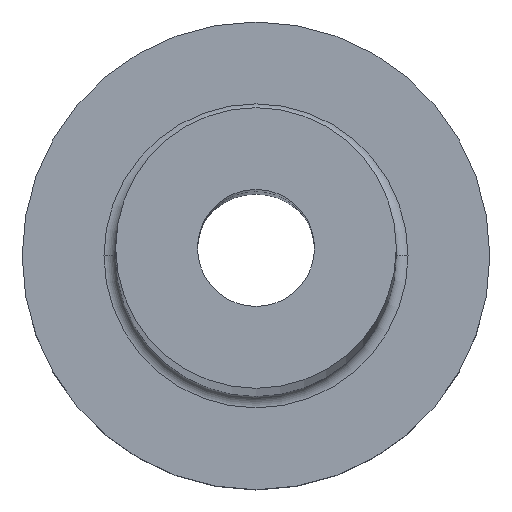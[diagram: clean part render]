
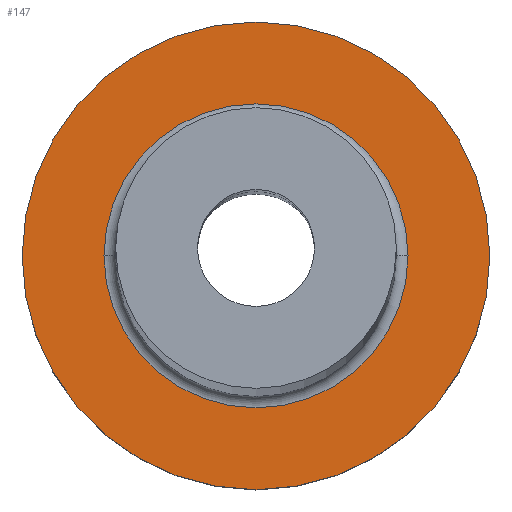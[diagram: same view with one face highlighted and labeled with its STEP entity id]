
A CAD part, top view. The second image highlights one B-rep face of the part: STEP entity #147.
In plain terms, the highlighted planar face has unit normal (0, 0, 1).
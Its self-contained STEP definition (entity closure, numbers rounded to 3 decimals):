
#18 = CIRCLE ( 'NONE', #374, 10. ) ;
#19 = CIRCLE ( 'NONE', #198, 6.5 ) ;
#30 = VERTEX_POINT ( 'NONE', #166 ) ;
#39 = DIRECTION ( 'NONE',  ( 0., 0., 1. ) ) ;
#71 = CARTESIAN_POINT ( 'NONE',  ( 0., 0., 7. ) ) ;
#79 = FACE_BOUND ( 'NONE', #325, .T. ) ;
#91 = EDGE_CURVE ( 'NONE', #228, #30, #381, .T. ) ;
#101 = CARTESIAN_POINT ( 'NONE',  ( 0., 0., 7. ) ) ;
#104 = DIRECTION ( 'NONE',  ( 1., 0., 0. ) ) ;
#106 = CIRCLE ( 'NONE', #379, 6.5 ) ;
#107 = DIRECTION ( 'NONE',  ( 0., 0., 1. ) ) ;
#111 = EDGE_CURVE ( 'NONE', #341, #449, #19, .T. ) ;
#124 = EDGE_CURVE ( 'NONE', #30, #228, #18, .T. ) ;
#140 = CARTESIAN_POINT ( 'NONE',  ( 0., 0., 7. ) ) ;
#147 = ADVANCED_FACE ( 'NONE', ( #79, #288 ), #215, .T. ) ;
#164 = DIRECTION ( 'NONE',  ( 0., 0., -1. ) ) ;
#166 = CARTESIAN_POINT ( 'NONE',  ( -10., 0., 7. ) ) ;
#175 = DIRECTION ( 'NONE',  ( 0., 0., -1. ) ) ;
#177 = AXIS2_PLACEMENT_3D ( 'NONE', #436, #39, #403 ) ;
#184 = CARTESIAN_POINT ( 'NONE',  ( 10., 0., 7. ) ) ;
#198 = AXIS2_PLACEMENT_3D ( 'NONE', #353, #175, #318 ) ;
#204 = ORIENTED_EDGE ( 'NONE', *, *, #375, .T. ) ;
#215 = PLANE ( 'NONE',  #177 ) ;
#228 = VERTEX_POINT ( 'NONE', #184 ) ;
#248 = DIRECTION ( 'NONE',  ( 1., 0., 0. ) ) ;
#268 = ORIENTED_EDGE ( 'NONE', *, *, #124, .T. ) ;
#288 = FACE_OUTER_BOUND ( 'NONE', #444, .T. ) ;
#315 = CARTESIAN_POINT ( 'NONE',  ( -6.5, 0., 7. ) ) ;
#318 = DIRECTION ( 'NONE',  ( 1., 0., 0. ) ) ;
#325 = EDGE_LOOP ( 'NONE', ( #204, #416 ) ) ;
#341 = VERTEX_POINT ( 'NONE', #315 ) ;
#353 = CARTESIAN_POINT ( 'NONE',  ( 0., 0., 7. ) ) ;
#374 = AXIS2_PLACEMENT_3D ( 'NONE', #140, #107, #248 ) ;
#375 = EDGE_CURVE ( 'NONE', #449, #341, #106, .T. ) ;
#379 = AXIS2_PLACEMENT_3D ( 'NONE', #71, #164, #387 ) ;
#381 = CIRCLE ( 'NONE', #445, 10. ) ;
#387 = DIRECTION ( 'NONE',  ( 1., 0., 0. ) ) ;
#390 = CARTESIAN_POINT ( 'NONE',  ( 6.5, 0., 7. ) ) ;
#403 = DIRECTION ( 'NONE',  ( 1., 0., 0. ) ) ;
#407 = ORIENTED_EDGE ( 'NONE', *, *, #91, .T. ) ;
#416 = ORIENTED_EDGE ( 'NONE', *, *, #111, .T. ) ;
#436 = CARTESIAN_POINT ( 'NONE',  ( 0., 0., 7. ) ) ;
#444 = EDGE_LOOP ( 'NONE', ( #268, #407 ) ) ;
#445 = AXIS2_PLACEMENT_3D ( 'NONE', #101, #457, #104 ) ;
#449 = VERTEX_POINT ( 'NONE', #390 ) ;
#457 = DIRECTION ( 'NONE',  ( 0., 0., 1. ) ) ;
